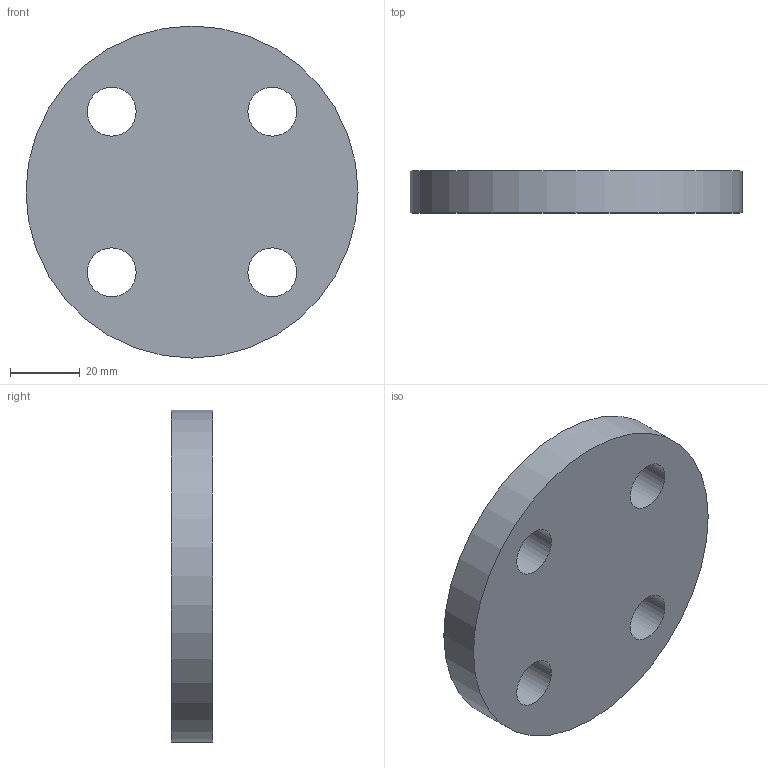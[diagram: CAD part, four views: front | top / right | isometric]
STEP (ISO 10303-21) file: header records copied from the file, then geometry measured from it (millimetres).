
FILE_DESCRIPTION(/* description */ ('PP/Steel Blind Flange acc. EN1092-2 PN10/16, Ø20/DN15'),/* implementation_level */ '2;1');
FILE_NAME(/* name */ 'FCS020'/* time_stamp */ '2021-11-10T16:27:02+01:00',/* author */ ('COAB Solutions'),/* organization */ ('GPA Flowsystem'),/* preprocessor_version */ '',/* originating_system */ 'www.coabsolutions.com',/* authorisation */ '');
FILE_SCHEMA (('AUTOMOTIVE_DESIGN { 1 0 10303 214 3 1 1 }'));
Length unit declared in the file: millimetre
Products named in the file (1): FCS020
Bounding box: 95 x 12 x 95 mm (x, y, z)
Volume: 77669.6 mm3; surface area: 18637.5 mm2
Topology: 1 solids, 1 shells, 7 faces, 15 edges, 10 vertices
Faces by surface type: cylinder 5, plane 2
Full cylindrical faces by diameter (mm): 14 x4, 95 x1
Entity records: 256 total; most frequent: DIRECTION 41, CARTESIAN_POINT 33, ORIENTED_EDGE 30, AXIS2_PLACEMENT_3D 18, EDGE_LOOP 15, EDGE_CURVE 15, CIRCLE 10, VERTEX_POINT 10
